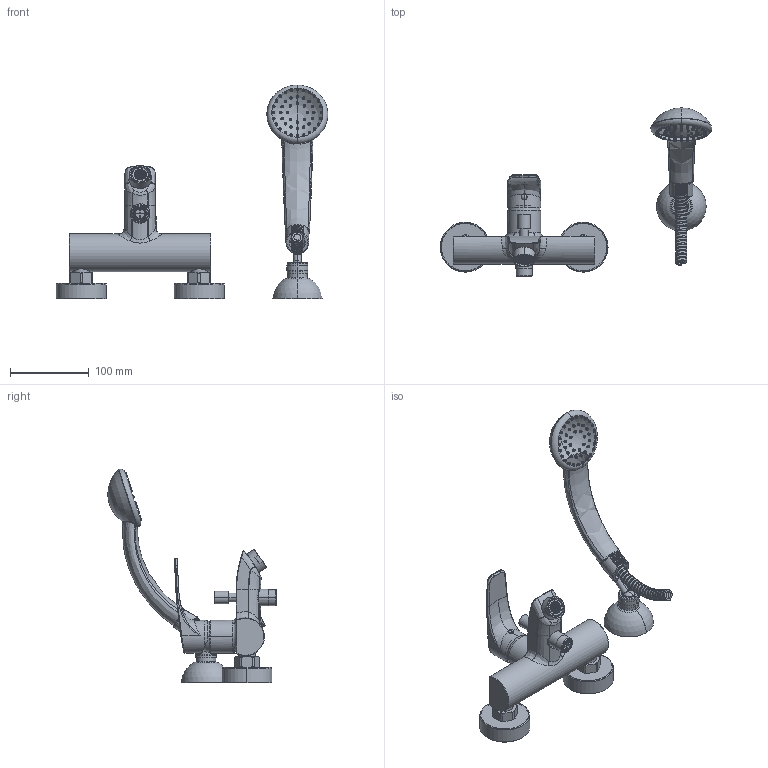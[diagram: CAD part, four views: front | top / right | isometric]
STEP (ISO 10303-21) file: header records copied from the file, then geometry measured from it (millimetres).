
FILE_DESCRIPTION((''),'2;1');
FILE_NAME('LM023CR','2021-05-04T11:12:44',('ut3'),('PAFFONI SpA'),'CREO PARAMETRIC BY PTC INC, 2020044','CREO PARAMETRIC BY PTC INC, 2020044','');
FILE_SCHEMA(('CONFIG_CONTROL_DESIGN','SHAPE_APPEARANCE_LAYERS_GROUPS'));
Products named in the file (1): LM023CR
Bounding box: 345.46 x 214.12 x 271.95 mm (x, y, z)
Surface area: 225194.3 mm2 (no closed solid volume)
Topology: 0 solids, 57 shells, 1832 faces, 8138 edges, 5978 vertices
Faces by surface type: plane 865, cylinder 553, bspline 215, cone 120, torus 55, sphere 24
Entity records: 120032 total; most frequent: CARTESIAN_POINT 42244, DIRECTION 13389, ORIENTED_EDGE 12019, EDGE_CURVE 8132, VERTEX_POINT 5978, VECTOR 4573, LINE 4573, AXIS2_PLACEMENT_3D 4408
